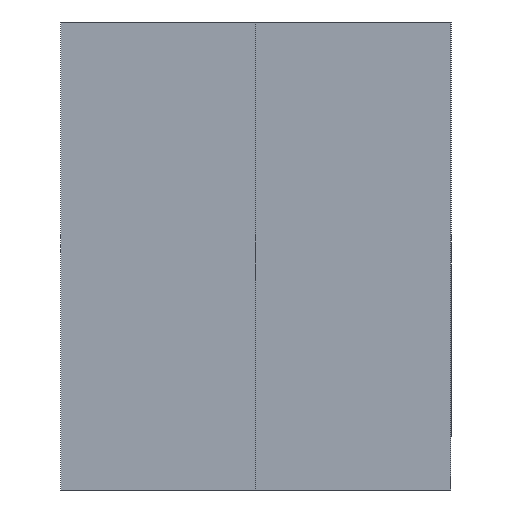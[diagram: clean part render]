
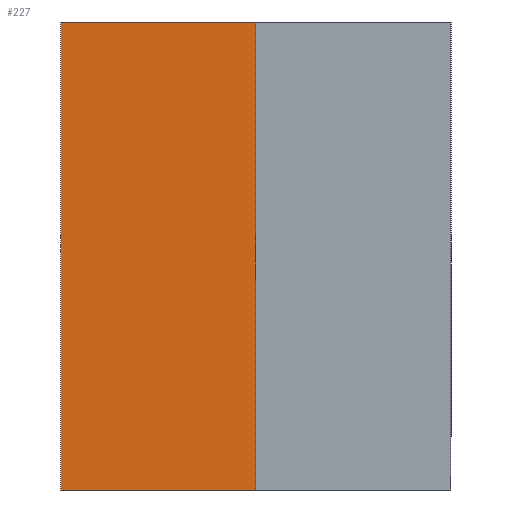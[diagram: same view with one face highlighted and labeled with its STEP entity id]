
A CAD part, left-side view. The second image highlights one B-rep face of the part: STEP entity #227.
In plain terms, the highlighted planar face has unit normal (-1, 0, 0).
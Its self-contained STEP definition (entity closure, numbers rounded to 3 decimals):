
#27=FACE_OUTER_BOUND('',#40,.T.);
#40=EDGE_LOOP('',(#164,#165,#166,#167));
#60=LINE('',#357,#86);
#61=LINE('',#359,#87);
#62=LINE('',#361,#88);
#63=LINE('',#362,#89);
#86=VECTOR('',#293,10.);
#87=VECTOR('',#294,10.);
#88=VECTOR('',#295,10.);
#89=VECTOR('',#296,10.);
#112=VERTEX_POINT('',#355);
#113=VERTEX_POINT('',#356);
#114=VERTEX_POINT('',#358);
#115=VERTEX_POINT('',#360);
#133=EDGE_CURVE('',#112,#113,#60,.T.);
#134=EDGE_CURVE('',#114,#112,#61,.T.);
#135=EDGE_CURVE('',#115,#114,#62,.T.);
#136=EDGE_CURVE('',#113,#115,#63,.T.);
#164=ORIENTED_EDGE('',*,*,#133,.F.);
#165=ORIENTED_EDGE('',*,*,#134,.F.);
#166=ORIENTED_EDGE('',*,*,#135,.F.);
#167=ORIENTED_EDGE('',*,*,#136,.F.);
#217=PLANE('',#263);
#227=ADVANCED_FACE('',(#27),#217,.F.);
#263=AXIS2_PLACEMENT_3D('',#354,#291,#292);
#291=DIRECTION('center_axis',(1.,0.,0.));
#292=DIRECTION('ref_axis',(0.,-1.,0.));
#293=DIRECTION('',(0.,1.,0.));
#294=DIRECTION('',(0.,0.,-1.));
#295=DIRECTION('',(0.,-1.,0.));
#296=DIRECTION('',(0.,0.,1.));
#354=CARTESIAN_POINT('Origin',(40.,25.,0.));
#355=CARTESIAN_POINT('',(40.,12.5,-30.));
#356=CARTESIAN_POINT('',(40.,25.,-30.));
#357=CARTESIAN_POINT('',(40.,12.5,-30.));
#358=CARTESIAN_POINT('',(40.,12.5,0.));
#359=CARTESIAN_POINT('',(40.,12.5,0.));
#360=CARTESIAN_POINT('',(40.,25.,0.));
#361=CARTESIAN_POINT('',(40.,25.,0.));
#362=CARTESIAN_POINT('',(40.,25.,-15.));
